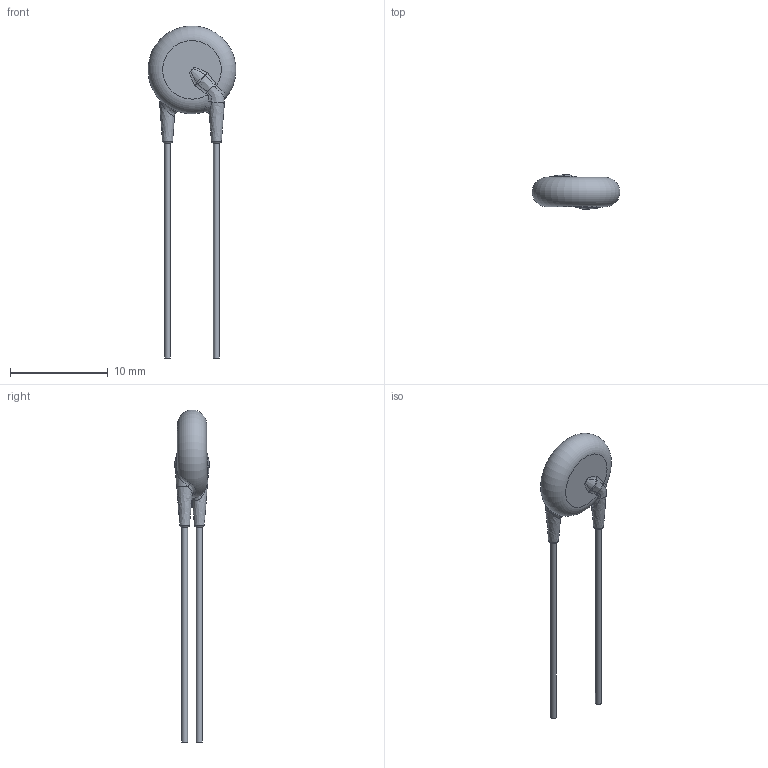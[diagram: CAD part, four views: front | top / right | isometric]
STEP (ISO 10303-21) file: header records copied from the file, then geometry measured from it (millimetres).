
FILE_DESCRIPTION( ( 'Unknown' ), '1' );
FILE_NAME( '820571406.stp', 'Unknown', ( 'Unknown' ), ( 'Unknown' ), 'XStep 1.0', 'Unknown', ' ' );
FILE_SCHEMA( ( 'automotive_design' ) );
Length unit declared in the file: millimetre
Products named in the file (1): 1
Bounding box: 8.98 x 3.58 x 33.99 mm (x, y, z)
Volume: 191.2 mm3; surface area: 287.2 mm2
Topology: 1 solids, 1 shells, 49 faces, 114 edges, 65 vertices
Faces by surface type: bspline 36, plane 8, cylinder 2, cone 2, torus 1
Full cylindrical faces by diameter (mm): 0.6 x2
Entity records: 7176 total; most frequent: CARTESIAN_POINT 6022, ORIENTED_EDGE 196, EDGE_CURVE 98, B_SPLINE_CURVE_WITH_KNOTS 76, DIRECTION 70, VERTEX_POINT 60, EDGE_LOOP 58, FACE_OUTER_BOUND 56
